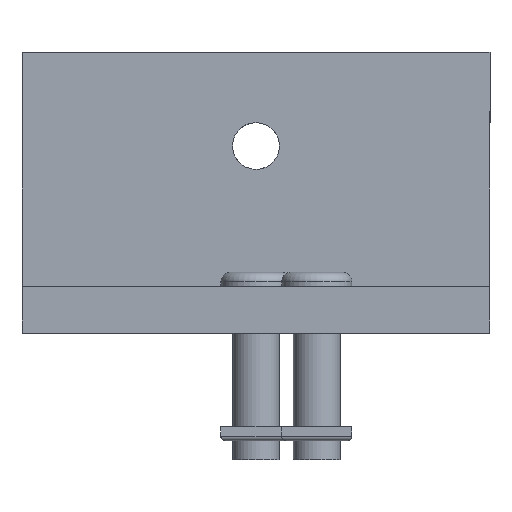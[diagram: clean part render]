
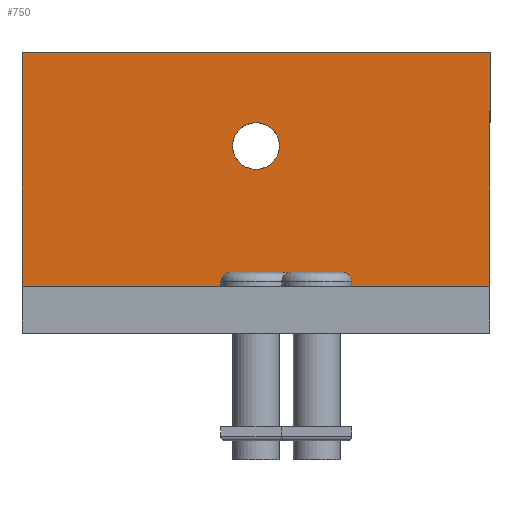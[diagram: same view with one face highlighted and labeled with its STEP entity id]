
A CAD part, left-side view. The second image highlights one B-rep face of the part: STEP entity #750.
In plain terms, the highlighted face is planar.
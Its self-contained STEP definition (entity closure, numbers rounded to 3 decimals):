
#312=CARTESIAN_POINT('Vertex',(20.,15.,50.)) ;
#315=CARTESIAN_POINT('Line Origine',(20.,15.,0.)) ;
#319=CARTESIAN_POINT('Vertex',(20.,15.,-50.)) ;
#474=CARTESIAN_POINT('Vertex',(-30.,15.,50.)) ;
#477=CARTESIAN_POINT('Line Origine',(-5.,15.,50.)) ;
#513=CARTESIAN_POINT('Line Origine',(-5.,15.,-50.)) ;
#517=CARTESIAN_POINT('Vertex',(-30.,15.,-50.)) ;
#680=CARTESIAN_POINT('Axis2P3D Location',(20.,15.,-50.)) ;
#685=CARTESIAN_POINT('Line Origine',(-30.,15.,0.)) ;
#697=CARTESIAN_POINT('Control Point',(-10.,15.,-5.)) ;
#698=CARTESIAN_POINT('Control Point',(-10.548,15.,-5.)) ;
#699=CARTESIAN_POINT('Control Point',(-11.095,15.,-4.925)) ;
#700=CARTESIAN_POINT('Control Point',(-11.629,15.,-4.775)) ;
#701=CARTESIAN_POINT('Control Point',(-12.643,15.,-4.333)) ;
#702=CARTESIAN_POINT('Control Point',(-13.5,15.,-3.634)) ;
#703=CARTESIAN_POINT('Control Point',(-13.878,15.,-3.228)) ;
#704=CARTESIAN_POINT('Control Point',(-14.512,15.,-2.323)) ;
#705=CARTESIAN_POINT('Control Point',(-14.88,15.,-1.28)) ;
#706=CARTESIAN_POINT('Control Point',(-14.991,15.,-0.736)) ;
#707=CARTESIAN_POINT('Control Point',(-15.062,15.,0.367)) ;
#708=CARTESIAN_POINT('Control Point',(-14.833,15.,1.449)) ;
#709=CARTESIAN_POINT('Control Point',(-14.645,15.,1.97)) ;
#710=CARTESIAN_POINT('Control Point',(-14.13,15.,2.949)) ;
#711=CARTESIAN_POINT('Control Point',(-13.372,15.,3.753)) ;
#712=CARTESIAN_POINT('Control Point',(-12.939,15.,4.101)) ;
#713=CARTESIAN_POINT('Control Point',(-12.116,15.,4.593)) ;
#714=CARTESIAN_POINT('Control Point',(-11.203,15.,4.878)) ;
#715=CARTESIAN_POINT('Control Point',(-10.806,15.,4.959)) ;
#716=CARTESIAN_POINT('Control Point',(-10.403,15.,5.)) ;
#717=CARTESIAN_POINT('Control Point',(-10.,15.,5.)) ;
#718=CARTESIAN_POINT('Vertex',(-10.,15.,-5.)) ;
#720=CARTESIAN_POINT('Vertex',(-10.,15.,5.)) ;
#724=CARTESIAN_POINT('Control Point',(-10.,15.,5.)) ;
#725=CARTESIAN_POINT('Control Point',(-9.452,15.,5.)) ;
#726=CARTESIAN_POINT('Control Point',(-8.905,15.,4.925)) ;
#727=CARTESIAN_POINT('Control Point',(-8.371,15.,4.775)) ;
#728=CARTESIAN_POINT('Control Point',(-7.357,15.,4.333)) ;
#729=CARTESIAN_POINT('Control Point',(-6.5,15.,3.634)) ;
#730=CARTESIAN_POINT('Control Point',(-6.122,15.,3.228)) ;
#731=CARTESIAN_POINT('Control Point',(-5.488,15.,2.323)) ;
#732=CARTESIAN_POINT('Control Point',(-5.12,15.,1.28)) ;
#733=CARTESIAN_POINT('Control Point',(-5.009,15.,0.736)) ;
#734=CARTESIAN_POINT('Control Point',(-4.938,15.,-0.367)) ;
#735=CARTESIAN_POINT('Control Point',(-5.167,15.,-1.449)) ;
#736=CARTESIAN_POINT('Control Point',(-5.355,15.,-1.97)) ;
#737=CARTESIAN_POINT('Control Point',(-5.87,15.,-2.949)) ;
#738=CARTESIAN_POINT('Control Point',(-6.628,15.,-3.753)) ;
#739=CARTESIAN_POINT('Control Point',(-7.061,15.,-4.101)) ;
#740=CARTESIAN_POINT('Control Point',(-7.884,15.,-4.593)) ;
#741=CARTESIAN_POINT('Control Point',(-8.797,15.,-4.878)) ;
#742=CARTESIAN_POINT('Control Point',(-9.194,15.,-4.959)) ;
#743=CARTESIAN_POINT('Control Point',(-9.597,15.,-5.)) ;
#744=CARTESIAN_POINT('Control Point',(-10.,15.,-5.)) ;
#316=DIRECTION('Vector Direction',(0.,0.,1.)) ;
#478=DIRECTION('Vector Direction',(-1.,0.,0.)) ;
#514=DIRECTION('Vector Direction',(-1.,0.,0.)) ;
#681=DIRECTION('Axis2P3D Direction',(0.,-1.,0.)) ;
#682=DIRECTION('Axis2P3D XDirection',(0.,0.,-1.)) ;
#686=DIRECTION('Vector Direction',(0.,0.,1.)) ;
#683=AXIS2_PLACEMENT_3D('Plane Axis2P3D',#680,#681,#682) ;
#691=ORIENTED_EDGE('',*,*,#481,.T.) ;
#692=ORIENTED_EDGE('',*,*,#689,.F.) ;
#693=ORIENTED_EDGE('',*,*,#519,.F.) ;
#694=ORIENTED_EDGE('',*,*,#321,.T.) ;
#747=ORIENTED_EDGE('',*,*,#722,.T.) ;
#748=ORIENTED_EDGE('',*,*,#745,.T.) ;
#749=FACE_BOUND('',#746,.T.) ;
#317=VECTOR('Line Direction',#316,1.) ;
#479=VECTOR('Line Direction',#478,1.) ;
#515=VECTOR('Line Direction',#514,1.) ;
#687=VECTOR('Line Direction',#686,1.) ;
#750=ADVANCED_FACE('52D',(#695,#749),#684,.T.) ;
#696=B_SPLINE_CURVE_WITH_KNOTS('',5,(#697,#698,#699,#700,#701,#702,#703,#704,#705,#706,#707,#708,#709,#710,#711,#712,#713,#714,#715,#716,#717),.UNSPECIFIED.,.F.,.U.,(6,3,3,3,3,3,6),(0.,3.873,7.746,11.619,15.492,19.365,22.214),.UNSPECIFIED.) ;
#723=B_SPLINE_CURVE_WITH_KNOTS('',5,(#724,#725,#726,#727,#728,#729,#730,#731,#732,#733,#734,#735,#736,#737,#738,#739,#740,#741,#742,#743,#744),.UNSPECIFIED.,.F.,.U.,(6,3,3,3,3,3,6),(0.,3.873,7.746,11.619,15.492,19.365,22.214),.UNSPECIFIED.) ;
#321=EDGE_CURVE('',#320,#313,#318,.T.) ;
#481=EDGE_CURVE('',#313,#475,#480,.T.) ;
#519=EDGE_CURVE('',#320,#518,#516,.T.) ;
#689=EDGE_CURVE('',#518,#475,#688,.T.) ;
#722=EDGE_CURVE('',#719,#721,#696,.T.) ;
#745=EDGE_CURVE('',#721,#719,#723,.T.) ;
#690=EDGE_LOOP('',(#691,#692,#693,#694)) ;
#746=EDGE_LOOP('',(#747,#748)) ;
#695=FACE_OUTER_BOUND('',#690,.T.) ;
#318=LINE('Line',#315,#317) ;
#480=LINE('Line',#477,#479) ;
#516=LINE('Line',#513,#515) ;
#688=LINE('Line',#685,#687) ;
#684=PLANE('Plane',#683) ;
#313=VERTEX_POINT('',#312) ;
#320=VERTEX_POINT('',#319) ;
#475=VERTEX_POINT('',#474) ;
#518=VERTEX_POINT('',#517) ;
#719=VERTEX_POINT('',#718) ;
#721=VERTEX_POINT('',#720) ;
